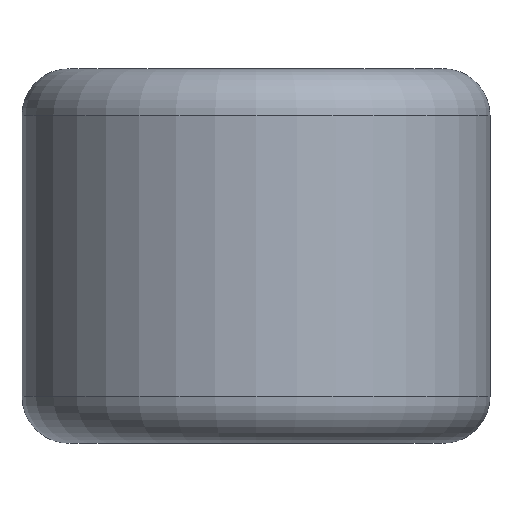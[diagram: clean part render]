
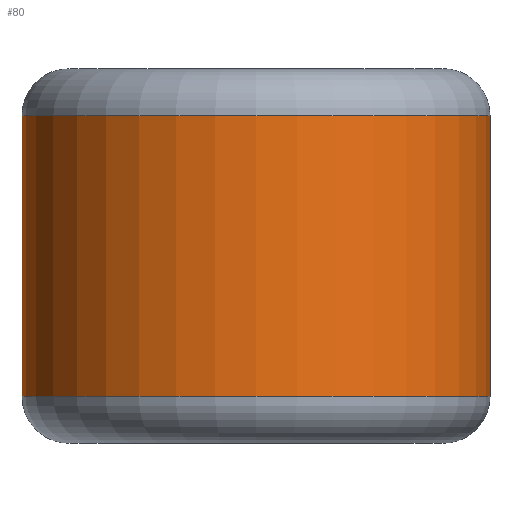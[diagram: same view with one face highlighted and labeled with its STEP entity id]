
A CAD part, front view. The second image highlights one B-rep face of the part: STEP entity #80.
In plain terms, the highlighted cylindrical face has radius 2.5 mm (diameter 5 mm), a full revolution.
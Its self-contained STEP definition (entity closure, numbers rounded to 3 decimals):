
#80=ADVANCED_FACE('',(#152,#154),#156,.T.);
#152=FACE_OUTER_BOUND('',#153,.T.);
#153=EDGE_LOOP('',(#203));
#154=FACE_OUTER_BOUND('',#155,.T.);
#155=EDGE_LOOP('',(#204));
#156=CYLINDRICAL_SURFACE('',#157,2.5);
#157=AXIS2_PLACEMENT_3D('',#158,#159,#160);
#158=CARTESIAN_POINT('',(0.,0.,-2.));
#159=DIRECTION('',(0.,0.,1.));
#160=DIRECTION('',(1.,0.,0.));
#203=ORIENTED_EDGE('',*,*,#219,.F.);
#204=ORIENTED_EDGE('',*,*,#220,.T.);
#219=EDGE_CURVE('',#233,#233,#234,.T.);
#220=EDGE_CURVE('',#235,#235,#236,.T.);
#233=VERTEX_POINT('',#267);
#234=CIRCLE('',#268,2.5);
#235=VERTEX_POINT('',#272);
#236=CIRCLE('',#273,2.5);
#267=CARTESIAN_POINT('',(2.5,0.,1.5));
#268=AXIS2_PLACEMENT_3D('',#269,#270,#271);
#269=CARTESIAN_POINT('',(0.,0.,1.5));
#270=DIRECTION('',(0.,0.,1.));
#271=DIRECTION('',(1.,0.,0.));
#272=CARTESIAN_POINT('',(2.5,0.,-1.5));
#273=AXIS2_PLACEMENT_3D('',#274,#275,#276);
#274=CARTESIAN_POINT('',(0.,0.,-1.5));
#275=DIRECTION('',(0.,0.,1.));
#276=DIRECTION('',(1.,0.,0.));
